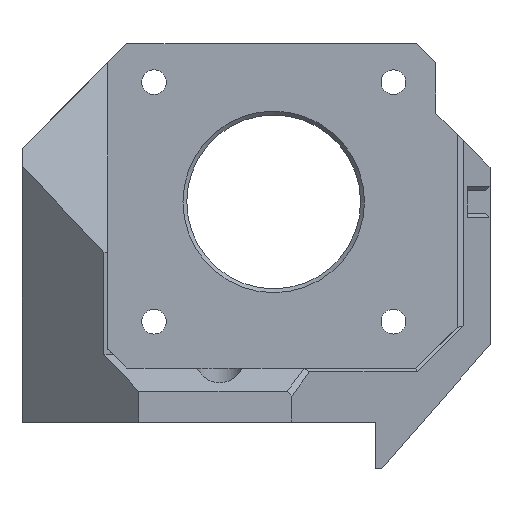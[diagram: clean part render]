
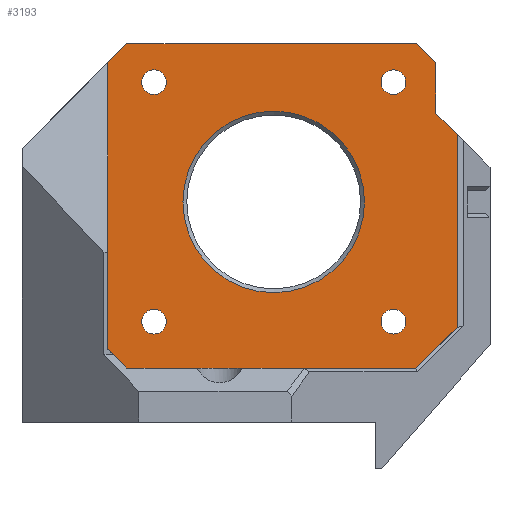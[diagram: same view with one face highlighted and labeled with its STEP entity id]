
A CAD part, front view. The second image highlights one B-rep face of the part: STEP entity #3193.
In plain terms, the highlighted planar face has unit normal (0, -1, 0).
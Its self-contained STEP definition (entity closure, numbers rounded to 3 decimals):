
#82=FACE_BOUND('',#458,.T.);
#83=FACE_BOUND('',#459,.T.);
#84=FACE_BOUND('',#460,.T.);
#85=FACE_BOUND('',#461,.T.);
#86=FACE_BOUND('',#462,.T.);
#114=CIRCLE('',#3397,11.75);
#115=CIRCLE('',#3398,1.6);
#116=CIRCLE('',#3399,1.6);
#117=CIRCLE('',#3400,1.6);
#118=CIRCLE('',#3401,1.6);
#276=FACE_OUTER_BOUND('',#457,.T.);
#457=EDGE_LOOP('',(#2431,#2432,#2433,#2434,#2435,#2436,#2437,#2438,#2439,
#2440,#2441));
#458=EDGE_LOOP('',(#2442));
#459=EDGE_LOOP('',(#2443));
#460=EDGE_LOOP('',(#2444));
#461=EDGE_LOOP('',(#2445));
#462=EDGE_LOOP('',(#2446));
#593=LINE('',#4459,#939);
#669=LINE('',#4644,#1015);
#731=LINE('',#5051,#1077);
#739=LINE('',#5066,#1085);
#742=LINE('',#5072,#1088);
#743=LINE('',#5075,#1089);
#744=LINE('',#5077,#1090);
#745=LINE('',#5079,#1091);
#746=LINE('',#5080,#1092);
#747=LINE('',#5081,#1093);
#748=LINE('',#5082,#1094);
#939=VECTOR('',#3602,10.);
#1015=VECTOR('',#3764,10.);
#1077=VECTOR('',#3868,10.);
#1085=VECTOR('',#3880,10.);
#1088=VECTOR('',#3885,10.);
#1089=VECTOR('',#3888,10.);
#1090=VECTOR('',#3889,10.);
#1091=VECTOR('',#3890,10.);
#1092=VECTOR('',#3891,10.);
#1093=VECTOR('',#3892,10.);
#1094=VECTOR('',#3893,10.);
#1276=VERTEX_POINT('',#4436);
#1284=VERTEX_POINT('',#4456);
#1285=VERTEX_POINT('',#4458);
#1351=VERTEX_POINT('',#4642);
#1415=VERTEX_POINT('',#5050);
#1418=VERTEX_POINT('',#5060);
#1420=VERTEX_POINT('',#5064);
#1422=VERTEX_POINT('',#5070);
#1423=VERTEX_POINT('',#5074);
#1424=VERTEX_POINT('',#5076);
#1425=VERTEX_POINT('',#5078);
#1426=VERTEX_POINT('',#5083);
#1427=VERTEX_POINT('',#5085);
#1428=VERTEX_POINT('',#5087);
#1429=VERTEX_POINT('',#5089);
#1430=VERTEX_POINT('',#5091);
#1592=EDGE_CURVE('',#1285,#1284,#593,.T.);
#1686=EDGE_CURVE('',#1284,#1351,#669,.T.);
#1782=EDGE_CURVE('',#1276,#1415,#731,.T.);
#1790=EDGE_CURVE('',#1420,#1418,#739,.T.);
#1793=EDGE_CURVE('',#1422,#1420,#742,.T.);
#1794=EDGE_CURVE('',#1423,#1422,#743,.T.);
#1795=EDGE_CURVE('',#1424,#1423,#744,.T.);
#1796=EDGE_CURVE('',#1425,#1424,#745,.T.);
#1797=EDGE_CURVE('',#1415,#1425,#746,.T.);
#1798=EDGE_CURVE('',#1276,#1285,#747,.T.);
#1799=EDGE_CURVE('',#1351,#1418,#748,.T.);
#1800=EDGE_CURVE('',#1426,#1426,#114,.T.);
#1801=EDGE_CURVE('',#1427,#1427,#115,.T.);
#1802=EDGE_CURVE('',#1428,#1428,#116,.T.);
#1803=EDGE_CURVE('',#1429,#1429,#117,.T.);
#1804=EDGE_CURVE('',#1430,#1430,#118,.T.);
#2431=ORIENTED_EDGE('',*,*,#1793,.F.);
#2432=ORIENTED_EDGE('',*,*,#1794,.F.);
#2433=ORIENTED_EDGE('',*,*,#1795,.F.);
#2434=ORIENTED_EDGE('',*,*,#1796,.F.);
#2435=ORIENTED_EDGE('',*,*,#1797,.F.);
#2436=ORIENTED_EDGE('',*,*,#1782,.F.);
#2437=ORIENTED_EDGE('',*,*,#1798,.T.);
#2438=ORIENTED_EDGE('',*,*,#1592,.T.);
#2439=ORIENTED_EDGE('',*,*,#1686,.T.);
#2440=ORIENTED_EDGE('',*,*,#1799,.T.);
#2441=ORIENTED_EDGE('',*,*,#1790,.F.);
#2442=ORIENTED_EDGE('',*,*,#1800,.F.);
#2443=ORIENTED_EDGE('',*,*,#1801,.F.);
#2444=ORIENTED_EDGE('',*,*,#1802,.F.);
#2445=ORIENTED_EDGE('',*,*,#1803,.F.);
#2446=ORIENTED_EDGE('',*,*,#1804,.F.);
#3045=PLANE('',#3396);
#3193=ADVANCED_FACE('',(#276,#82,#83,#84,#85,#86),#3045,.F.);
#3396=AXIS2_PLACEMENT_3D('',#5073,#3886,#3887);
#3397=AXIS2_PLACEMENT_3D('',#5084,#3894,#3895);
#3398=AXIS2_PLACEMENT_3D('',#5086,#3896,#3897);
#3399=AXIS2_PLACEMENT_3D('',#5088,#3898,#3899);
#3400=AXIS2_PLACEMENT_3D('',#5090,#3900,#3901);
#3401=AXIS2_PLACEMENT_3D('',#5092,#3902,#3903);
#3602=DIRECTION('',(0.707,0.,-0.707));
#3764=DIRECTION('',(1.,0.,0.));
#3868=DIRECTION('',(0.707,0.,0.707));
#3880=DIRECTION('',(-0.991,0.,0.13));
#3885=DIRECTION('',(0.,0.,-1.));
#3886=DIRECTION('center_axis',(0.,1.,0.));
#3887=DIRECTION('ref_axis',(0.,0.,1.));
#3888=DIRECTION('',(0.707,0.,-0.707));
#3889=DIRECTION('',(0.,0.,-1.));
#3890=DIRECTION('',(0.707,0.,-0.707));
#3891=DIRECTION('',(1.,0.,0.));
#3892=DIRECTION('',(0.,0.,-1.));
#3893=DIRECTION('',(0.707,0.,0.707));
#3894=DIRECTION('center_axis',(0.,-1.,0.));
#3895=DIRECTION('ref_axis',(-1.,0.,0.));
#3896=DIRECTION('center_axis',(0.,-1.,0.));
#3897=DIRECTION('ref_axis',(-1.,0.,0.));
#3898=DIRECTION('center_axis',(0.,-1.,0.));
#3899=DIRECTION('ref_axis',(-1.,0.,0.));
#3900=DIRECTION('center_axis',(0.,-1.,0.));
#3901=DIRECTION('ref_axis',(-1.,0.,0.));
#3902=DIRECTION('center_axis',(0.,-1.,0.));
#3903=DIRECTION('ref_axis',(-1.,0.,0.));
#4436=CARTESIAN_POINT('',(-14.5,5.,46.));
#4456=CARTESIAN_POINT('',(-12.,5.,6.5));
#4458=CARTESIAN_POINT('',(-14.5,5.,9.));
#4459=CARTESIAN_POINT('',(-12.,5.,6.5));
#4642=CARTESIAN_POINT('',(25.5,5.,6.5));
#4644=CARTESIAN_POINT('',(15.5,5.,6.5));
#5050=CARTESIAN_POINT('',(-12.,5.,48.5));
#5051=CARTESIAN_POINT('',(-24.,5.,36.5));
#5060=CARTESIAN_POINT('',(30.735,5.,11.735));
#5064=CARTESIAN_POINT('',(30.75,5.,11.733));
#5066=CARTESIAN_POINT('',(13.371,5.,14.016));
#5070=CARTESIAN_POINT('',(30.75,5.,36.75));
#5072=CARTESIAN_POINT('',(30.75,5.,12.));
#5073=CARTESIAN_POINT('Origin',(5.5,5.,24.));
#5074=CARTESIAN_POINT('',(28.,5.,39.5));
#5075=CARTESIAN_POINT('',(28.,5.,39.5));
#5076=CARTESIAN_POINT('',(28.,5.,46.));
#5077=CARTESIAN_POINT('',(28.,5.,48.5));
#5078=CARTESIAN_POINT('',(25.5,5.,48.5));
#5079=CARTESIAN_POINT('',(25.5,5.,48.5));
#5080=CARTESIAN_POINT('',(-14.,5.,48.5));
#5081=CARTESIAN_POINT('',(-14.5,5.,16.5));
#5082=CARTESIAN_POINT('',(29.625,5.,10.625));
#5083=CARTESIAN_POINT('',(18.75,5.,28.));
#5084=CARTESIAN_POINT('Origin',(7.,5.,28.));
#5085=CARTESIAN_POINT('',(24.1,5.,43.5));
#5086=CARTESIAN_POINT('Origin',(22.5,5.,43.5));
#5087=CARTESIAN_POINT('',(-6.9,5.,43.5));
#5088=CARTESIAN_POINT('Origin',(-8.5,5.,43.5));
#5089=CARTESIAN_POINT('',(-6.9,5.,12.5));
#5090=CARTESIAN_POINT('Origin',(-8.5,5.,12.5));
#5091=CARTESIAN_POINT('',(24.1,5.,12.5));
#5092=CARTESIAN_POINT('Origin',(22.5,5.,12.5));
